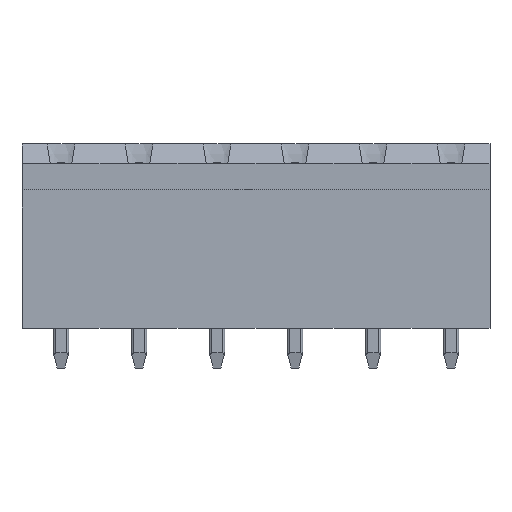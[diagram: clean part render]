
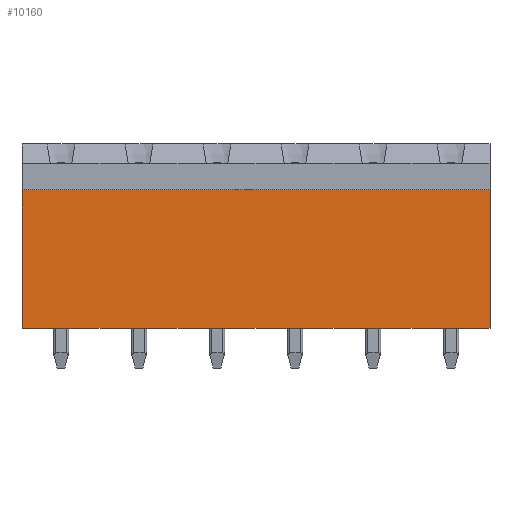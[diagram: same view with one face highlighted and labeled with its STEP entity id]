
A CAD part, front view. The second image highlights one B-rep face of the part: STEP entity #10160.
In plain terms, the highlighted planar face has unit normal (0, -1, 0).
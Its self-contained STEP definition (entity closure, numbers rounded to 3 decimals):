
#26=DIRECTION('',(0.,0.,-1.));
#27=VECTOR('',#26,9.);
#28=CARTESIAN_POINT('',(2.54,-3.9,-3.));
#29=LINE('',#28,#27);
#290=DIRECTION('',(0.,0.,-1.));
#291=VECTOR('',#290,9.);
#292=CARTESIAN_POINT('',(-27.94,-3.9,-3.));
#293=LINE('',#292,#291);
#1378=DIRECTION('',(1.,0.,0.));
#1379=VECTOR('',#1378,30.48);
#1380=CARTESIAN_POINT('',(-27.94,-3.9,-12.));
#1381=LINE('',#1380,#1379);
#1474=DIRECTION('',(1.,0.,0.));
#1475=VECTOR('',#1474,30.48);
#1476=CARTESIAN_POINT('',(-27.94,-3.9,-3.));
#1477=LINE('',#1476,#1475);
#6988=CARTESIAN_POINT('',(2.54,-3.9,-3.));
#6989=VERTEX_POINT('',#6988);
#6990=CARTESIAN_POINT('',(2.54,-3.9,-12.));
#6991=VERTEX_POINT('',#6990);
#8046=CARTESIAN_POINT('',(-27.94,-3.9,-3.));
#8047=VERTEX_POINT('',#8046);
#8048=CARTESIAN_POINT('',(-27.94,-3.9,-12.));
#8049=VERTEX_POINT('',#8048);
#10148=CARTESIAN_POINT('',(-2.54,-3.9,-3.));
#10149=DIRECTION('',(0.,-1.,0.));
#10150=DIRECTION('',(0.,0.,-1.));
#10151=AXIS2_PLACEMENT_3D('',#10148,#10149,#10150);
#10152=PLANE('',#10151);
#10153=ORIENTED_EDGE('',*,*,#10073,.F.);
#10154=ORIENTED_EDGE('',*,*,#8805,.F.);
#10156=ORIENTED_EDGE('',*,*,#10155,.T.);
#10157=ORIENTED_EDGE('',*,*,#8457,.T.);
#10158=EDGE_LOOP('',(#10153,#10154,#10156,#10157));
#10159=FACE_OUTER_BOUND('',#10158,.F.);
#10160=ADVANCED_FACE('',(#10159),#10152,.T.);
#8457=EDGE_CURVE('',#6989,#6991,#29,.T.);
#8805=EDGE_CURVE('',#8047,#8049,#293,.T.);
#10073=EDGE_CURVE('',#8049,#6991,#1381,.T.);
#10155=EDGE_CURVE('',#8047,#6989,#1477,.T.);
